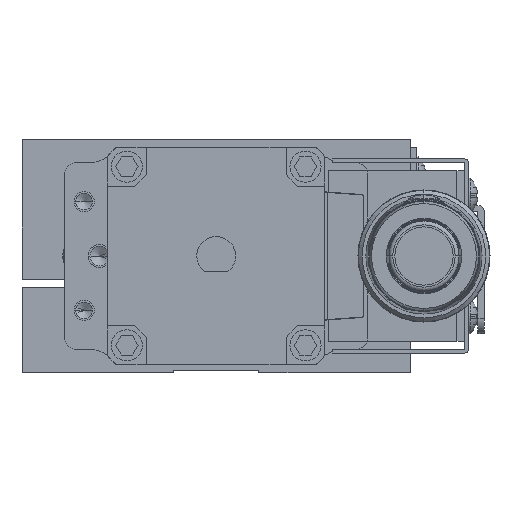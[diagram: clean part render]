
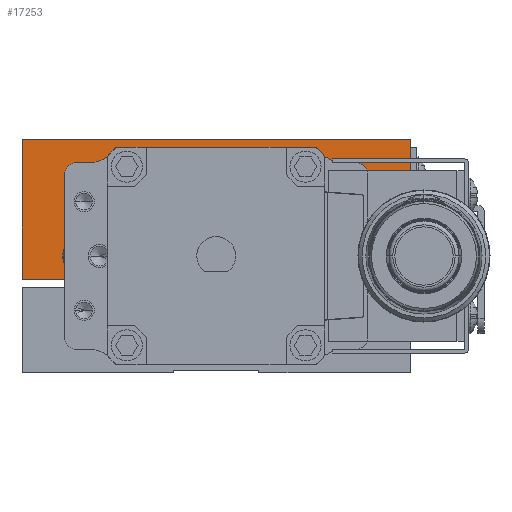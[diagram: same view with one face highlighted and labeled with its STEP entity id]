
A CAD part, left-side view. The second image highlights one B-rep face of the part: STEP entity #17253.
In plain terms, the highlighted planar face has unit normal (-1, 0, 0).
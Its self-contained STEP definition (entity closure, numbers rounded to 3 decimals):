
#426 = VECTOR ( 'NONE', #22369, 1000. ) ;
#575 = CARTESIAN_POINT ( 'NONE',  ( -30., -25., 25. ) ) ;
#993 = LINE ( 'NONE', #28530, #37455 ) ;
#1285 = VERTEX_POINT ( 'NONE', #16990 ) ;
#1338 = EDGE_CURVE ( 'NONE', #17114, #38029, #38877, .T. ) ;
#1507 = CARTESIAN_POINT ( 'NONE',  ( -30., -4., 22.5 ) ) ;
#1830 = EDGE_CURVE ( 'NONE', #38029, #17114, #19374, .T. ) ;
#1999 = DIRECTION ( 'NONE',  ( -1., 0., 0. ) ) ;
#2522 = EDGE_CURVE ( 'NONE', #14845, #17680, #8036, .T. ) ;
#2654 = DIRECTION ( 'NONE',  ( 0., 0., 1. ) ) ;
#2718 = EDGE_CURVE ( 'NONE', #23706, #11126, #34177, .T. ) ;
#2965 = DIRECTION ( 'NONE',  ( -1., 0., 0. ) ) ;
#3097 = LINE ( 'NONE', #34626, #5155 ) ;
#4220 = EDGE_CURVE ( 'NONE', #8881, #31080, #12499, .T. ) ;
#4410 = DIRECTION ( 'NONE',  ( 0., 0.98, 0.199 ) ) ;
#4548 = DIRECTION ( 'NONE',  ( 1., 0., 0. ) ) ;
#4592 = ORIENTED_EDGE ( 'NONE', *, *, #4220, .F. ) ;
#4630 = VERTEX_POINT ( 'NONE', #8715 ) ;
#4844 = VERTEX_POINT ( 'NONE', #23475 ) ;
#4951 = CIRCLE ( 'NONE', #6175, 2.15 ) ;
#5142 = VERTEX_POINT ( 'NONE', #5509 ) ;
#5155 = VECTOR ( 'NONE', #29159, 1000. ) ;
#5506 = DIRECTION ( 'NONE',  ( -1., 0., 0. ) ) ;
#5509 = CARTESIAN_POINT ( 'NONE',  ( -30., -14.5, 18.5 ) ) ;
#5913 = DIRECTION ( 'NONE',  ( 0., 0.98, 0.199 ) ) ;
#6147 = ORIENTED_EDGE ( 'NONE', *, *, #1830, .F. ) ;
#6175 = AXIS2_PLACEMENT_3D ( 'NONE', #1507, #31213, #14717 ) ;
#6430 = CARTESIAN_POINT ( 'NONE',  ( -30., -14.5, 12. ) ) ;
#6484 = CARTESIAN_POINT ( 'NONE',  ( -30., 17.25, 12.65 ) ) ;
#6539 = ORIENTED_EDGE ( 'NONE', *, *, #34275, .T. ) ;
#7147 = CIRCLE ( 'NONE', #33236, 2.35 ) ;
#7782 = AXIS2_PLACEMENT_3D ( 'NONE', #34821, #37966, #31976 ) ;
#8036 = LINE ( 'NONE', #38200, #41866 ) ;
#8078 = CARTESIAN_POINT ( 'NONE',  ( -30., -25., 30. ) ) ;
#8715 = CARTESIAN_POINT ( 'NONE',  ( -30., -17.25, 12.65 ) ) ;
#8739 = AXIS2_PLACEMENT_3D ( 'NONE', #9455, #2965, #38960 ) ;
#8881 = VERTEX_POINT ( 'NONE', #6484 ) ;
#9066 = CIRCLE ( 'NONE', #7782, 2.35 ) ;
#9416 = AXIS2_PLACEMENT_3D ( 'NONE', #18344, #1999, #38130 ) ;
#9441 = EDGE_LOOP ( 'NONE', ( #4592, #22165 ) ) ;
#9455 = CARTESIAN_POINT ( 'NONE',  ( -30., -4., 22.5 ) ) ;
#9972 = LINE ( 'NONE', #35070, #16624 ) ;
#10067 = VECTOR ( 'NONE', #17115, 1000. ) ;
#10259 = EDGE_CURVE ( 'NONE', #31080, #8881, #9066, .T. ) ;
#10616 = ORIENTED_EDGE ( 'NONE', *, *, #41297, .T. ) ;
#11071 = FACE_BOUND ( 'NONE', #34361, .T. ) ;
#11126 = VERTEX_POINT ( 'NONE', #16250 ) ;
#11142 = CARTESIAN_POINT ( 'NONE',  ( -30., -17.25, 15. ) ) ;
#11283 = CARTESIAN_POINT ( 'NONE',  ( -30., 6.15, 22.5 ) ) ;
#11376 = DIRECTION ( 'NONE',  ( 0., 1., 0. ) ) ;
#11625 = CIRCLE ( 'NONE', #13836, 2.35 ) ;
#12499 = CIRCLE ( 'NONE', #27389, 2.35 ) ;
#12585 = ORIENTED_EDGE ( 'NONE', *, *, #36026, .T. ) ;
#13509 = DIRECTION ( 'NONE',  ( -1., 0., 0. ) ) ;
#13620 = DIRECTION ( 'NONE',  ( 0., 0., -1. ) ) ;
#13836 = AXIS2_PLACEMENT_3D ( 'NONE', #31466, #34737, #5913 ) ;
#13883 = CARTESIAN_POINT ( 'NONE',  ( -30., 17.25, 17.35 ) ) ;
#13972 = CARTESIAN_POINT ( 'NONE',  ( -30., -6.15, 22.5 ) ) ;
#14717 = DIRECTION ( 'NONE',  ( 0., 1., 0. ) ) ;
#14845 = VERTEX_POINT ( 'NONE', #19185 ) ;
#15059 = EDGE_CURVE ( 'NONE', #17563, #4630, #7147, .T. ) ;
#15339 = CARTESIAN_POINT ( 'NONE',  ( -30., -8.25, 18.5 ) ) ;
#16250 = CARTESIAN_POINT ( 'NONE',  ( -30., 25., 12. ) ) ;
#16624 = VECTOR ( 'NONE', #2654, 1000. ) ;
#16990 = CARTESIAN_POINT ( 'NONE',  ( -30., 25., 30. ) ) ;
#17091 = CIRCLE ( 'NONE', #8739, 2.15 ) ;
#17114 = VERTEX_POINT ( 'NONE', #26126 ) ;
#17115 = DIRECTION ( 'NONE',  ( 0., 1., 0. ) ) ;
#17253 = ADVANCED_FACE ( 'NONE', ( #32106, #30594, #11071, #25437, #21841 ), #26840, .T. ) ;
#17563 = VERTEX_POINT ( 'NONE', #18903 ) ;
#17680 = VERTEX_POINT ( 'NONE', #29940 ) ;
#18344 = CARTESIAN_POINT ( 'NONE',  ( -30., 4., 22.5 ) ) ;
#18799 = ORIENTED_EDGE ( 'NONE', *, *, #2718, .F. ) ;
#18903 = CARTESIAN_POINT ( 'NONE',  ( -30., -17.25, 17.35 ) ) ;
#19185 = CARTESIAN_POINT ( 'NONE',  ( -30., -25., 12. ) ) ;
#19374 = CIRCLE ( 'NONE', #9416, 2.15 ) ;
#19687 = EDGE_LOOP ( 'NONE', ( #27074, #30269 ) ) ;
#19964 = CARTESIAN_POINT ( 'NONE',  ( -30., 20.5, 12. ) ) ;
#19991 = DIRECTION ( 'NONE',  ( -1., 0., 0. ) ) ;
#20370 = AXIS2_PLACEMENT_3D ( 'NONE', #36489, #19991, #36756 ) ;
#21572 = EDGE_CURVE ( 'NONE', #23706, #31090, #9972, .T. ) ;
#21704 = ORIENTED_EDGE ( 'NONE', *, *, #22780, .F. ) ;
#21841 = FACE_BOUND ( 'NONE', #9441, .T. ) ;
#21860 = DIRECTION ( 'NONE',  ( 0., 0., 1. ) ) ;
#21998 = EDGE_CURVE ( 'NONE', #17680, #1285, #37097, .T. ) ;
#22165 = ORIENTED_EDGE ( 'NONE', *, *, #10259, .F. ) ;
#22369 = DIRECTION ( 'NONE',  ( 0., -1., 0. ) ) ;
#22738 = ORIENTED_EDGE ( 'NONE', *, *, #21572, .T. ) ;
#22780 = EDGE_CURVE ( 'NONE', #4844, #24751, #17091, .T. ) ;
#23374 = CARTESIAN_POINT ( 'NONE',  ( -30., 25., 25. ) ) ;
#23475 = CARTESIAN_POINT ( 'NONE',  ( -30., -1.85, 22.5 ) ) ;
#23706 = VERTEX_POINT ( 'NONE', #41421 ) ;
#23939 = CARTESIAN_POINT ( 'NONE',  ( -30., 14.5, 18.5 ) ) ;
#24751 = VERTEX_POINT ( 'NONE', #13972 ) ;
#25437 = FACE_BOUND ( 'NONE', #19687, .T. ) ;
#26126 = CARTESIAN_POINT ( 'NONE',  ( -30., 1.85, 22.5 ) ) ;
#26840 = PLANE ( 'NONE',  #40148 ) ;
#26970 = DIRECTION ( 'NONE',  ( 0., 1., 0. ) ) ;
#27074 = ORIENTED_EDGE ( 'NONE', *, *, #35357, .T. ) ;
#27389 = AXIS2_PLACEMENT_3D ( 'NONE', #35040, #5506, #31765 ) ;
#27730 = EDGE_CURVE ( 'NONE', #24751, #4844, #4951, .T. ) ;
#28487 = ORIENTED_EDGE ( 'NONE', *, *, #27730, .F. ) ;
#28530 = CARTESIAN_POINT ( 'NONE',  ( -30., -14.5, 19. ) ) ;
#28831 = ORIENTED_EDGE ( 'NONE', *, *, #2522, .T. ) ;
#28997 = ORIENTED_EDGE ( 'NONE', *, *, #33457, .T. ) ;
#29159 = DIRECTION ( 'NONE',  ( 0., -1., 0. ) ) ;
#29543 = VECTOR ( 'NONE', #13620, 1000. ) ;
#29940 = CARTESIAN_POINT ( 'NONE',  ( -30., -25., 30. ) ) ;
#30269 = ORIENTED_EDGE ( 'NONE', *, *, #15059, .T. ) ;
#30418 = EDGE_LOOP ( 'NONE', ( #6147, #36039 ) ) ;
#30594 = FACE_BOUND ( 'NONE', #30418, .T. ) ;
#30899 = ORIENTED_EDGE ( 'NONE', *, *, #21998, .T. ) ;
#31080 = VERTEX_POINT ( 'NONE', #13883 ) ;
#31090 = VERTEX_POINT ( 'NONE', #23939 ) ;
#31213 = DIRECTION ( 'NONE',  ( -1., 0., 0. ) ) ;
#31466 = CARTESIAN_POINT ( 'NONE',  ( -30., -17.25, 15. ) ) ;
#31712 = DIRECTION ( 'NONE',  ( 0., 0., -1. ) ) ;
#31765 = DIRECTION ( 'NONE',  ( 0., -0.98, 0.199 ) ) ;
#31976 = DIRECTION ( 'NONE',  ( 0., -0.98, 0.199 ) ) ;
#32106 = FACE_OUTER_BOUND ( 'NONE', #38987, .T. ) ;
#33236 = AXIS2_PLACEMENT_3D ( 'NONE', #11142, #4548, #4410 ) ;
#33457 = EDGE_CURVE ( 'NONE', #5142, #37807, #993, .T. ) ;
#34177 = LINE ( 'NONE', #19964, #10067 ) ;
#34275 = EDGE_CURVE ( 'NONE', #31090, #5142, #35869, .T. ) ;
#34361 = EDGE_LOOP ( 'NONE', ( #21704, #28487 ) ) ;
#34626 = CARTESIAN_POINT ( 'NONE',  ( -30., -20., 12. ) ) ;
#34737 = DIRECTION ( 'NONE',  ( 1., 0., 0. ) ) ;
#34821 = CARTESIAN_POINT ( 'NONE',  ( -30., 17.25, 15. ) ) ;
#35040 = CARTESIAN_POINT ( 'NONE',  ( -30., 17.25, 15. ) ) ;
#35070 = CARTESIAN_POINT ( 'NONE',  ( -30., 14.5, 19. ) ) ;
#35357 = EDGE_CURVE ( 'NONE', #4630, #17563, #11625, .T. ) ;
#35869 = LINE ( 'NONE', #15339, #426 ) ;
#36026 = EDGE_CURVE ( 'NONE', #1285, #11126, #39263, .T. ) ;
#36039 = ORIENTED_EDGE ( 'NONE', *, *, #1338, .F. ) ;
#36489 = CARTESIAN_POINT ( 'NONE',  ( -30., 4., 22.5 ) ) ;
#36756 = DIRECTION ( 'NONE',  ( 0., 1., 0. ) ) ;
#37097 = LINE ( 'NONE', #8078, #40730 ) ;
#37455 = VECTOR ( 'NONE', #31712, 1000. ) ;
#37807 = VERTEX_POINT ( 'NONE', #6430 ) ;
#37966 = DIRECTION ( 'NONE',  ( -1., 0., 0. ) ) ;
#38029 = VERTEX_POINT ( 'NONE', #11283 ) ;
#38130 = DIRECTION ( 'NONE',  ( 0., 1., 0. ) ) ;
#38200 = CARTESIAN_POINT ( 'NONE',  ( -30., -25., 25. ) ) ;
#38877 = CIRCLE ( 'NONE', #20370, 2.15 ) ;
#38960 = DIRECTION ( 'NONE',  ( 0., 1., 0. ) ) ;
#38987 = EDGE_LOOP ( 'NONE', ( #28997, #10616, #28831, #30899, #12585, #18799, #22738, #6539 ) ) ;
#39263 = LINE ( 'NONE', #23374, #29543 ) ;
#40148 = AXIS2_PLACEMENT_3D ( 'NONE', #575, #13509, #26970 ) ;
#40730 = VECTOR ( 'NONE', #11376, 1000. ) ;
#41297 = EDGE_CURVE ( 'NONE', #37807, #14845, #3097, .T. ) ;
#41421 = CARTESIAN_POINT ( 'NONE',  ( -30., 14.5, 12. ) ) ;
#41866 = VECTOR ( 'NONE', #21860, 1000. ) ;
